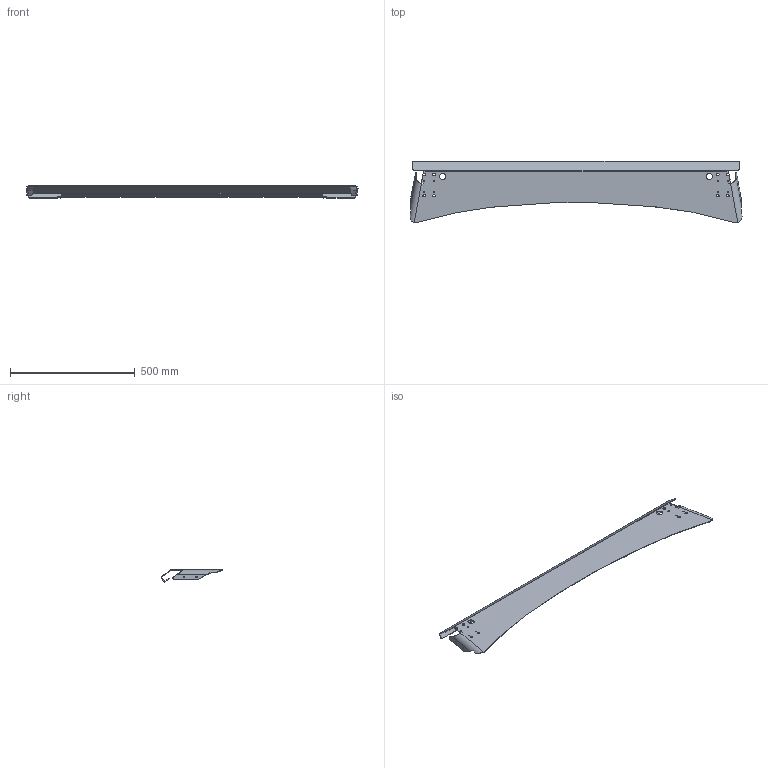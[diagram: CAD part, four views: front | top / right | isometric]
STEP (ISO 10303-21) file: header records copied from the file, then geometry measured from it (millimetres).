
FILE_DESCRIPTION (( 'STEP AP203' ), '1' );
FILE_NAME ('DT_1SAS003.01.STEP', '2016-06-22T12:36:20', ( '' ), ( '' ), 'SwSTEP 2.0', 'SolidWorks 2016', '' );
FILE_SCHEMA (( 'CONFIG_CONTROL_DESIGN' ));
Length unit declared in the file: millimetre
Products named in the file (1): DT_1SAS003.01
Bounding box: 1333.24 x 247.55 x 50.11 mm (x, y, z)
Volume: 634966 mm3; surface area: 645379.7 mm2
Topology: 1 solids, 1 shells, 254 faces, 688 edges, 424 vertices
Faces by surface type: cylinder 111, plane 102, bspline 41
Entity records: 11758 total; most frequent: CARTESIAN_POINT 5457, ORIENTED_EDGE 1376, DIRECTION 1178, EDGE_CURVE 688, VERTEX_POINT 424, AXIS2_PLACEMENT_3D 414, LINE 350, VECTOR 350
